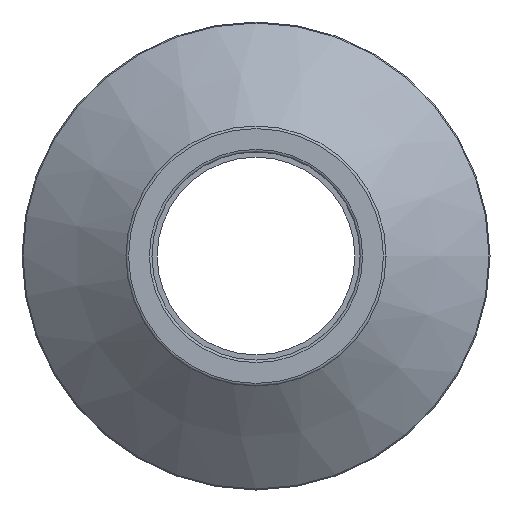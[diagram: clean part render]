
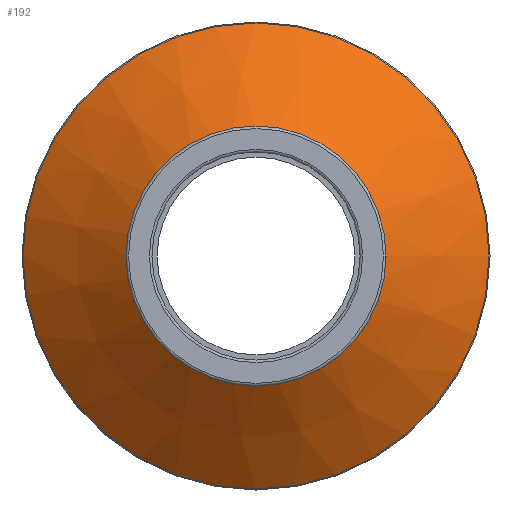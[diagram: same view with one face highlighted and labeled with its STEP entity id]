
A CAD part, left-side view. The second image highlights one B-rep face of the part: STEP entity #192.
In plain terms, the highlighted conical face has half-angle 52.224 degrees and reference radius 35 mm.
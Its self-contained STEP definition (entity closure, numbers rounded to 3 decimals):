
#15=CONICAL_SURFACE('',#220,35.,52.224);
#34=FACE_BOUND('',#76,.T.);
#51=FACE_OUTER_BOUND('',#75,.T.);
#75=EDGE_LOOP('',(#160));
#76=EDGE_LOOP('',(#161));
#100=CIRCLE('',#214,25.);
#102=CIRCLE('',#217,44.806);
#117=VERTEX_POINT('',#324);
#119=VERTEX_POINT('',#329);
#134=EDGE_CURVE('',#117,#117,#100,.T.);
#136=EDGE_CURVE('',#119,#119,#102,.T.);
#160=ORIENTED_EDGE('',*,*,#134,.F.);
#161=ORIENTED_EDGE('',*,*,#136,.F.);
#192=ADVANCED_FACE('',(#51,#34),#15,.T.);
#214=AXIS2_PLACEMENT_3D('',#325,#260,#261);
#217=AXIS2_PLACEMENT_3D('',#330,#266,#267);
#220=AXIS2_PLACEMENT_3D('',#334,#272,#273);
#260=DIRECTION('center_axis',(-1.,0.,0.));
#261=DIRECTION('ref_axis',(0.,0.,1.));
#266=DIRECTION('center_axis',(1.,0.,0.));
#267=DIRECTION('ref_axis',(0.,1.,0.));
#272=DIRECTION('center_axis',(1.,0.,0.));
#273=DIRECTION('ref_axis',(0.,-1.,0.));
#324=CARTESIAN_POINT('',(-55.387,-25.,0.));
#325=CARTESIAN_POINT('Origin',(-55.387,0.,0.));
#329=CARTESIAN_POINT('',(-40.037,-44.806,0.));
#330=CARTESIAN_POINT('Origin',(-40.037,0.,0.));
#334=CARTESIAN_POINT('Origin',(-47.637,0.,0.));
